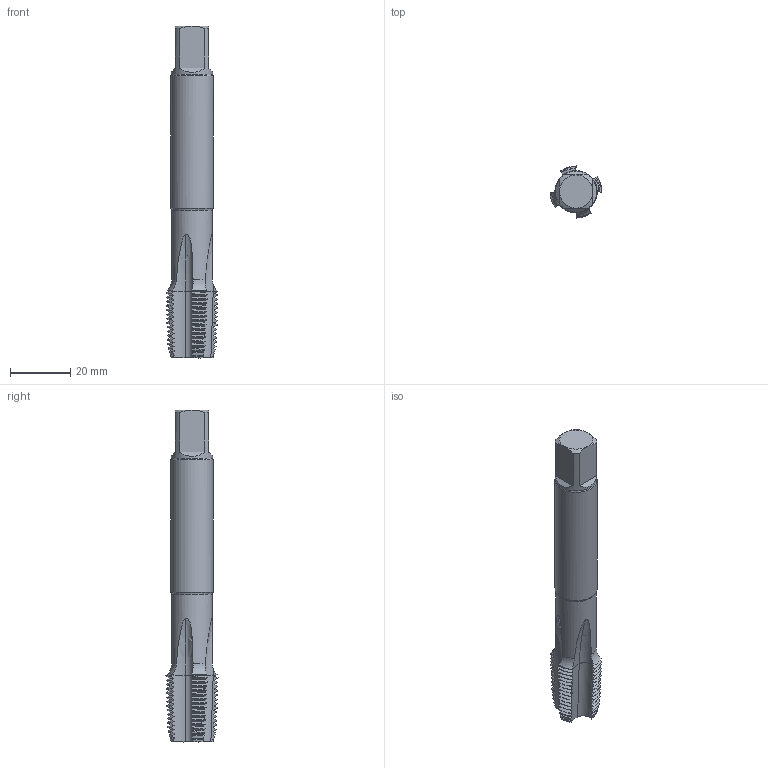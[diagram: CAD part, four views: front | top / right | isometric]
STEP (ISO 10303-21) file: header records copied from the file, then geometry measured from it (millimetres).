
FILE_DESCRIPTION(/* description */ (''),/* implementation_level */ '2;1');
FILE_NAME(/* name */ 'T30-SU47C05-3_8-18-R_Detailed.stp',/* time_stamp */ '2024-09-10T13:04:04+02:00',/* author */ (''),/* organization */ (''),/* preprocessor_version */ 'ST-DEVELOPER v18.102',/* originating_system */ 'SIEMENS PLM Software NX2206.8101',/* authorisation */ '');
FILE_SCHEMA (('AUTOMOTIVE_DESIGN { 1 0 10303 214 3 1 1 1 }'));
Length unit declared in the file: millimetre
Products named in the file (1): T30-SU47C05-3_8-18-R_Detailed_objects
Bounding box: 17.21 x 17.23 x 110 mm (x, y, z)
Volume: 14666.4 mm3; surface area: 5913.5 mm2
Topology: 2 solids, 2 shells, 322 faces, 944 edges, 630 vertices
Faces by surface type: cone 192, torus 81, cylinder 32, plane 16, sphere 1
Full cylindrical faces by diameter (mm): 13.5 x1, 13.7 x1, 14.006 x1
Entity records: 14285 total; most frequent: CARTESIAN_POINT 7291, ORIENTED_EDGE 1870, EDGE_CURVE 935, B_SPLINE_CURVE_WITH_KNOTS 838, DIRECTION 824, VERTEX_POINT 622, AXIS2_PLACEMENT_3D 400, EDGE_LOOP 327
